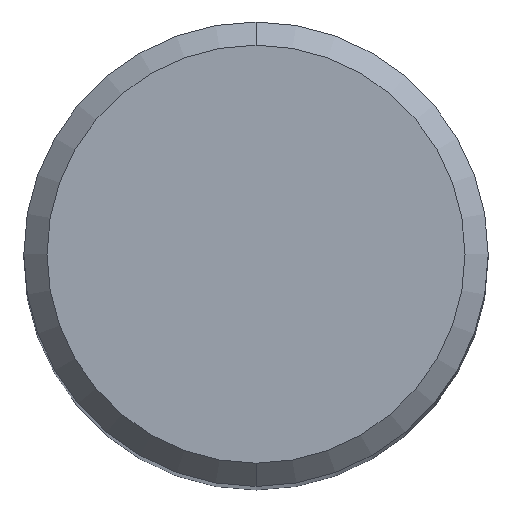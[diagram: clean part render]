
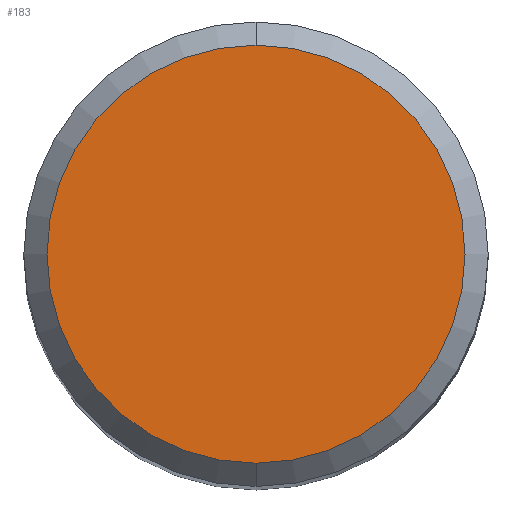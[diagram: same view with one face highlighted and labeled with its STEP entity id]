
A CAD part, top view. The second image highlights one B-rep face of the part: STEP entity #183.
In plain terms, the highlighted planar face has unit normal (0, 0, 1).
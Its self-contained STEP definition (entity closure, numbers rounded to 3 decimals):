
#105=EDGE_CURVE('',#123,#153,#256,.T.);
#123=VERTEX_POINT('',#275);
#153=VERTEX_POINT('',#310);
#175=EDGE_CURVE('',#153,#123,#334,.T.);
#183=ADVANCED_FACE('',(#342),#343,.T.);
#256=CIRCLE('',#419,3.6);
#275=CARTESIAN_POINT('',(0.,-3.6,0.0));
#310=CARTESIAN_POINT('',(0.0,3.6,0.0));
#334=CIRCLE('',#519,3.6);
#342=FACE_OUTER_BOUND('',#532,.T.);
#343=PLANE('',#533);
#419=AXIS2_PLACEMENT_3D('',#602,#603,#604);
#519=AXIS2_PLACEMENT_3D('',#698,#699,#700);
#532=EDGE_LOOP('',(#707,#708));
#533=AXIS2_PLACEMENT_3D('',#709,#710,#711);
#602=CARTESIAN_POINT('',(0.0,0.0,0.0));
#603=DIRECTION('',(0.0,0.0,-1.0));
#604=DIRECTION('',(0.0,1.0,0.0));
#698=CARTESIAN_POINT('',(0.0,0.0,0.0));
#699=DIRECTION('',(0.0,0.0,-1.0));
#700=DIRECTION('',(0.0,1.0,0.0));
#707=ORIENTED_EDGE('',*,*,#175,.F.);
#708=ORIENTED_EDGE('',*,*,#105,.F.);
#709=CARTESIAN_POINT('',(0.0,1.8,0.0));
#710=DIRECTION('',(-0.0,0.0,1.0));
#711=DIRECTION('',(0.0,-1.0,0.0));
